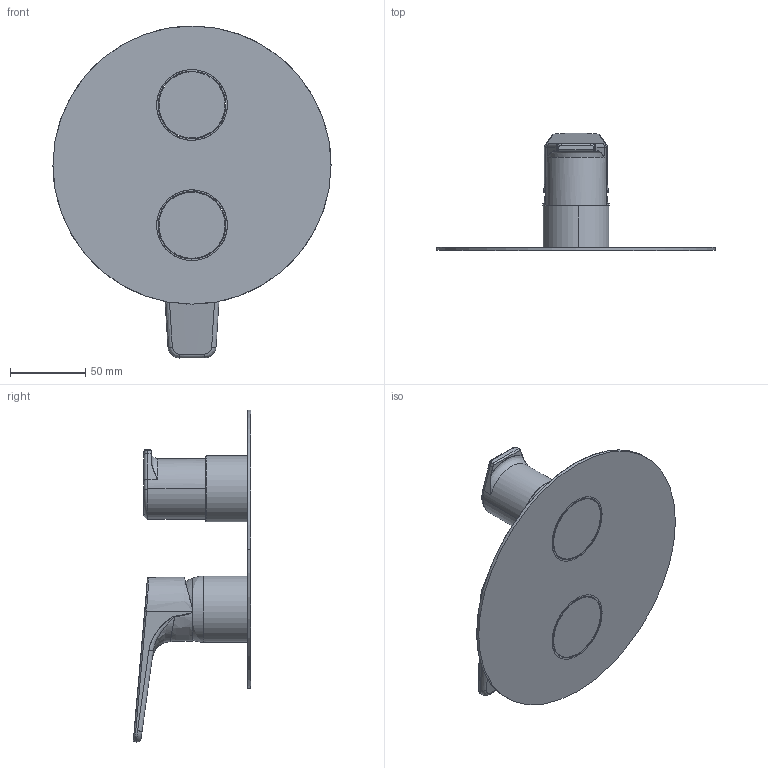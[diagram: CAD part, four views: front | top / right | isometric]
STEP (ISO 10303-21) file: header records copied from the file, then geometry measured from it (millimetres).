
FILE_DESCRIPTION(('CATIA V5 STEP Exchange','CAx-IF Rec.Pracs.--- Model Styling and Organization---1.5--- 2016-08-15','CAx-IF Rec.Pracs.---Supplemental Geometry---1.0---2011-11-01','CAx-IF Rec.Pracs.--- Composite Materials ---3.4---2017-06-13','CAx-IF Rec.Pracs.---Tessellated 3D Geometry---1.0---2015-12-17'),'2;1');
FILE_NAME('RK0BM030.stp','2023-10-05T06:49:06+00:00',('none'),('none'),'CATIA Version 5-6 Release 2020 SP2','CATIA V5 STEP AP242 v2','none');
FILE_SCHEMA(('AP242_MANAGED_MODEL_BASED_3D_ENGINEERING_MIM_LF {1 0 10303 442 1 1 4}'));
Length unit declared in the file: millimetre
Products named in the file (1): Product1
Bounding box: 185 x 78.1 x 220.82 mm (x, y, z)
Surface area: 106058.6 mm2 (no closed solid volume)
Topology: 0 solids, 371 shells, 371 faces, 1890 edges, 1883 vertices
Faces by surface type: plane 136, cylinder 102, bspline 70, revolution 58, extrusion 5
Entity records: 27067 total; most frequent: CARTESIAN_POINT 13685, EDGE_CURVE 1880, ORIENTED_EDGE 1880, VERTEX_POINT 1880, DIRECTION 1720, VECTOR 764, LINE 759, B_SPLINE_CURVE_WITH_KNOTS 708
